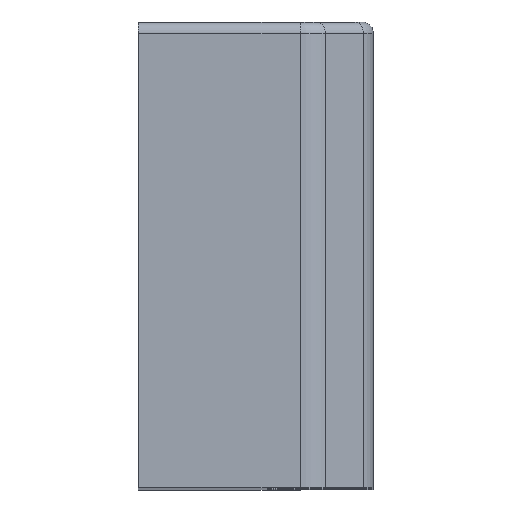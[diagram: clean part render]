
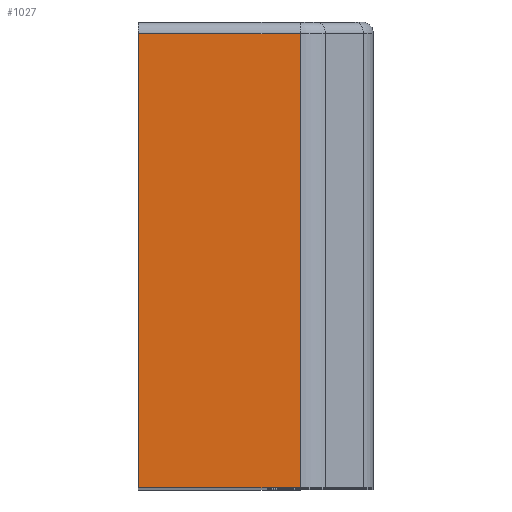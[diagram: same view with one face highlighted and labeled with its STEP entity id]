
A CAD part, top view. The second image highlights one B-rep face of the part: STEP entity #1027.
In plain terms, the highlighted planar face has unit normal (0, 0, 1).
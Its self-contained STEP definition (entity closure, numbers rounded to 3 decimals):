
#26=PLANE('',#1152);
#93=FACE_OUTER_BOUND('',#152,.T.);
#152=EDGE_LOOP('',(#834,#835,#836,#837));
#169=LINE('',#1506,#264);
#221=LINE('',#1710,#316);
#223=LINE('',#1715,#318);
#229=LINE('',#1726,#324);
#264=VECTOR('',#1179,10.);
#316=VECTOR('',#1411,10.);
#318=VECTOR('',#1417,10.);
#324=VECTOR('',#1425,10.);
#416=VERTEX_POINT('',#1503);
#417=VERTEX_POINT('',#1505);
#479=VERTEX_POINT('',#1709);
#480=VERTEX_POINT('',#1713);
#510=EDGE_CURVE('',#416,#417,#169,.T.);
#612=EDGE_CURVE('',#417,#479,#221,.T.);
#615=EDGE_CURVE('',#416,#480,#223,.T.);
#621=EDGE_CURVE('',#479,#480,#229,.T.);
#834=ORIENTED_EDGE('',*,*,#510,.F.);
#835=ORIENTED_EDGE('',*,*,#615,.T.);
#836=ORIENTED_EDGE('',*,*,#621,.F.);
#837=ORIENTED_EDGE('',*,*,#612,.F.);
#1027=ADVANCED_FACE('',(#93),#26,.T.);
#1152=AXIS2_PLACEMENT_3D('',#1725,#1423,#1424);
#1179=DIRECTION('',(1.,0.,0.));
#1411=DIRECTION('',(0.,-1.,0.));
#1417=DIRECTION('',(0.,-1.,0.));
#1423=DIRECTION('center_axis',(0.,0.,1.));
#1424=DIRECTION('ref_axis',(1.,0.,0.));
#1425=DIRECTION('',(-1.,0.,0.));
#1503=CARTESIAN_POINT('',(29.1,35.6,105.8));
#1505=CARTESIAN_POINT('',(42.857,35.6,105.8));
#1506=CARTESIAN_POINT('',(34.1,35.6,105.8));
#1709=CARTESIAN_POINT('',(42.857,-3.,105.8));
#1710=CARTESIAN_POINT('',(42.857,0.,105.8));
#1713=CARTESIAN_POINT('',(29.1,-3.,105.8));
#1715=CARTESIAN_POINT('',(29.1,0.,105.8));
#1725=CARTESIAN_POINT('Origin',(29.1,0.,105.8));
#1726=CARTESIAN_POINT('',(29.1,-3.,105.8));
